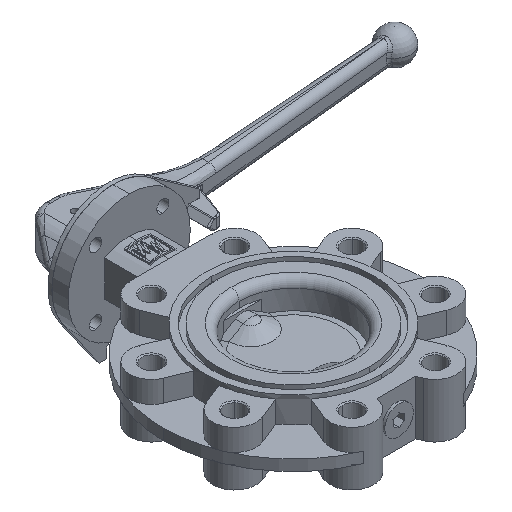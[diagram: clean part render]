
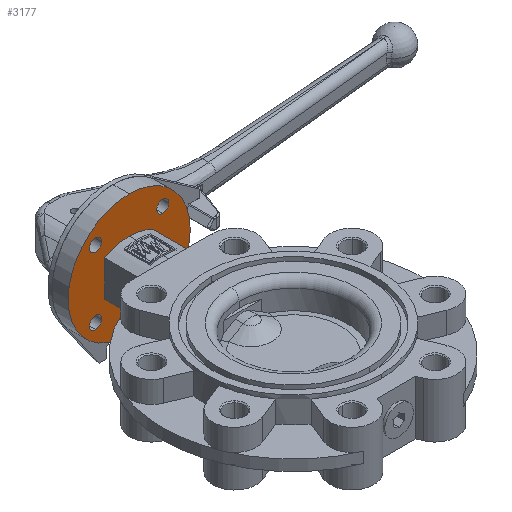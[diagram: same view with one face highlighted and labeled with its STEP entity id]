
A CAD part, isometric view. The second image highlights one B-rep face of the part: STEP entity #3177.
In plain terms, the highlighted planar face has unit normal (0, -1, 0).
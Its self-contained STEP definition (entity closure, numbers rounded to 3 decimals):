
#1 = CIRCLE ( 'NONE', #22882, 4.5 ) ;
#163 = LINE ( 'NONE', #4238, #11560 ) ;
#578 = CARTESIAN_POINT ( 'NONE',  ( 0., 121., 0. ) ) ;
#586 = VERTEX_POINT ( 'NONE', #20334 ) ;
#753 = DIRECTION ( 'NONE',  ( 0., -1., 0. ) ) ;
#769 = CIRCLE ( 'NONE', #2356, 45. ) ;
#828 = CARTESIAN_POINT ( 'NONE',  ( -18., 121., 0. ) ) ;
#1110 = DIRECTION ( 'NONE',  ( 0., -1., 0. ) ) ;
#2076 = LINE ( 'NONE', #828, #4702 ) ;
#2222 = DIRECTION ( 'NONE',  ( 0., 1., 0. ) ) ;
#2356 = AXIS2_PLACEMENT_3D ( 'NONE', #2604, #4968, #2962 ) ;
#2604 = CARTESIAN_POINT ( 'NONE',  ( 0., 121., 0. ) ) ;
#2962 = DIRECTION ( 'NONE',  ( 0., 0., 1. ) ) ;
#3177 = ADVANCED_FACE ( 'NONE', ( #5218, #9803, #4573, #9140, #26814, #15990 ), #14386, .F. ) ;
#3195 = EDGE_CURVE ( 'NONE', #586, #15045, #1, .T. ) ;
#3710 = ORIENTED_EDGE ( 'NONE', *, *, #19071, .F. ) ;
#3741 = EDGE_CURVE ( 'NONE', #26098, #8449, #20158, .T. ) ;
#4092 = CIRCLE ( 'NONE', #19264, 45. ) ;
#4238 = CARTESIAN_POINT ( 'NONE',  ( 18., 121., 0. ) ) ;
#4264 = CARTESIAN_POINT ( 'NONE',  ( -24.749, 121., 24.749 ) ) ;
#4573 = FACE_BOUND ( 'NONE', #16713, .T. ) ;
#4702 = VECTOR ( 'NONE', #15321, 1000. ) ;
#4771 = DIRECTION ( 'NONE',  ( 0., -1., 0. ) ) ;
#4968 = DIRECTION ( 'NONE',  ( 0., 1., 0. ) ) ;
#4990 = CARTESIAN_POINT ( 'NONE',  ( 0., 121., -45. ) ) ;
#5218 = FACE_BOUND ( 'NONE', #5285, .T. ) ;
#5282 = DIRECTION ( 'NONE',  ( 0., -1., 0. ) ) ;
#5285 = EDGE_LOOP ( 'NONE', ( #8792, #24625 ) ) ;
#5859 = EDGE_CURVE ( 'NONE', #13306, #18233, #163, .T. ) ;
#6065 = EDGE_CURVE ( 'NONE', #23508, #15036, #24649, .T. ) ;
#6428 = EDGE_CURVE ( 'NONE', #12146, #13363, #769, .T. ) ;
#6685 = CARTESIAN_POINT ( 'NONE',  ( 24.749, 121., -24.749 ) ) ;
#6928 = CARTESIAN_POINT ( 'NONE',  ( 0., 121., 18. ) ) ;
#7090 = ORIENTED_EDGE ( 'NONE', *, *, #18320, .F. ) ;
#7261 = ORIENTED_EDGE ( 'NONE', *, *, #5859, .F. ) ;
#7663 = CARTESIAN_POINT ( 'NONE',  ( -18., 121., 13.177 ) ) ;
#7872 = CARTESIAN_POINT ( 'NONE',  ( 20.249, 121., -24.749 ) ) ;
#7884 = ORIENTED_EDGE ( 'NONE', *, *, #19104, .F. ) ;
#7947 = CARTESIAN_POINT ( 'NONE',  ( -24.749, 121., -24.749 ) ) ;
#8427 = CARTESIAN_POINT ( 'NONE',  ( 18., 121., 13.177 ) ) ;
#8449 = VERTEX_POINT ( 'NONE', #10765 ) ;
#8599 = AXIS2_PLACEMENT_3D ( 'NONE', #18765, #14594, #21041 ) ;
#8690 = CARTESIAN_POINT ( 'NONE',  ( 0., 121., -18. ) ) ;
#8708 = EDGE_CURVE ( 'NONE', #8896, #13306, #11813, .T. ) ;
#8766 = CARTESIAN_POINT ( 'NONE',  ( 24.749, 121., 20.249 ) ) ;
#8792 = ORIENTED_EDGE ( 'NONE', *, *, #3741, .F. ) ;
#8896 = VERTEX_POINT ( 'NONE', #19449 ) ;
#8915 = CARTESIAN_POINT ( 'NONE',  ( 24.749, 121., -24.749 ) ) ;
#9093 = VERTEX_POINT ( 'NONE', #16991 ) ;
#9140 = FACE_BOUND ( 'NONE', #11986, .T. ) ;
#9227 = CARTESIAN_POINT ( 'NONE',  ( 0., 121., -18. ) ) ;
#9294 = EDGE_CURVE ( 'NONE', #18233, #23744, #16972, .T. ) ;
#9355 = AXIS2_PLACEMENT_3D ( 'NONE', #7947, #9961, #9874 ) ;
#9527 = CIRCLE ( 'NONE', #18169, 4.5 ) ;
#9803 = FACE_BOUND ( 'NONE', #20571, .T. ) ;
#9874 = DIRECTION ( 'NONE',  ( 0., 0., 1. ) ) ;
#9961 = DIRECTION ( 'NONE',  ( 0., -1., 0. ) ) ;
#10035 = DIRECTION ( 'NONE',  ( 0., 0., 1. ) ) ;
#10213 = DIRECTION ( 'NONE',  ( 0., -1., 0. ) ) ;
#10417 = VERTEX_POINT ( 'NONE', #16441 ) ;
#10765 = CARTESIAN_POINT ( 'NONE',  ( 29.249, 121., -24.749 ) ) ;
#10895 = CIRCLE ( 'NONE', #16211, 4.5 ) ;
#11085 = CARTESIAN_POINT ( 'NONE',  ( 18., 121., -13.177 ) ) ;
#11311 = DIRECTION ( 'NONE',  ( 0., 0., -1. ) ) ;
#11560 = VECTOR ( 'NONE', #17393, 1000. ) ;
#11813 = CIRCLE ( 'NONE', #16665, 36. ) ;
#11986 = EDGE_LOOP ( 'NONE', ( #15384, #12935 ) ) ;
#12146 = VERTEX_POINT ( 'NONE', #24380 ) ;
#12296 = DIRECTION ( 'NONE',  ( 0., 0., -1. ) ) ;
#12370 = EDGE_CURVE ( 'NONE', #9093, #10417, #10895, .T. ) ;
#12372 = ORIENTED_EDGE ( 'NONE', *, *, #8708, .F. ) ;
#12392 = DIRECTION ( 'NONE',  ( 0., 0., -1. ) ) ;
#12471 = ORIENTED_EDGE ( 'NONE', *, *, #6428, .F. ) ;
#12526 = CARTESIAN_POINT ( 'NONE',  ( 24.749, 121., 24.749 ) ) ;
#12935 = ORIENTED_EDGE ( 'NONE', *, *, #17563, .F. ) ;
#13176 = EDGE_CURVE ( 'NONE', #8449, #26098, #15253, .T. ) ;
#13306 = VERTEX_POINT ( 'NONE', #11085 ) ;
#13363 = VERTEX_POINT ( 'NONE', #4990 ) ;
#13749 = DIRECTION ( 'NONE',  ( 0., 0., 1. ) ) ;
#13983 = AXIS2_PLACEMENT_3D ( 'NONE', #8915, #17044, #15199 ) ;
#14215 = CARTESIAN_POINT ( 'NONE',  ( 24.749, 121., 24.749 ) ) ;
#14300 = DIRECTION ( 'NONE',  ( 0., -1., 0. ) ) ;
#14386 = PLANE ( 'NONE',  #24650 ) ;
#14513 = DIRECTION ( 'NONE',  ( 0., -1., 0. ) ) ;
#14594 = DIRECTION ( 'NONE',  ( 0., -1., 0. ) ) ;
#15036 = VERTEX_POINT ( 'NONE', #16886 ) ;
#15045 = VERTEX_POINT ( 'NONE', #8766 ) ;
#15180 = EDGE_CURVE ( 'NONE', #8896, #26844, #2076, .T. ) ;
#15199 = DIRECTION ( 'NONE',  ( -1., 0., 0. ) ) ;
#15253 = CIRCLE ( 'NONE', #13983, 4.5 ) ;
#15321 = DIRECTION ( 'NONE',  ( 0., 0., 1. ) ) ;
#15332 = DIRECTION ( 'NONE',  ( -1., 0., 0. ) ) ;
#15384 = ORIENTED_EDGE ( 'NONE', *, *, #6065, .F. ) ;
#15703 = CARTESIAN_POINT ( 'NONE',  ( -24.749, 121., -20.249 ) ) ;
#15990 = FACE_BOUND ( 'NONE', #16960, .T. ) ;
#16211 = AXIS2_PLACEMENT_3D ( 'NONE', #4264, #18898, #20892 ) ;
#16369 = EDGE_LOOP ( 'NONE', ( #12471, #7090 ) ) ;
#16422 = CARTESIAN_POINT ( 'NONE',  ( 0., 121., 0. ) ) ;
#16441 = CARTESIAN_POINT ( 'NONE',  ( -20.249, 121., 24.749 ) ) ;
#16580 = CIRCLE ( 'NONE', #23987, 4.5 ) ;
#16649 = DIRECTION ( 'NONE',  ( 0., 0., -1. ) ) ;
#16665 = AXIS2_PLACEMENT_3D ( 'NONE', #26876, #10213, #12296 ) ;
#16713 = EDGE_LOOP ( 'NONE', ( #3710, #22954 ) ) ;
#16886 = CARTESIAN_POINT ( 'NONE',  ( -24.749, 121., -29.249 ) ) ;
#16960 = EDGE_LOOP ( 'NONE', ( #12372, #25950, #7884, #21225, #7261 ) ) ;
#16972 = CIRCLE ( 'NONE', #21404, 36. ) ;
#16991 = CARTESIAN_POINT ( 'NONE',  ( -29.249, 121., 24.749 ) ) ;
#17044 = DIRECTION ( 'NONE',  ( 0., -1., 0. ) ) ;
#17099 = DIRECTION ( 'NONE',  ( 0., 0., 1. ) ) ;
#17281 = DIRECTION ( 'NONE',  ( 0., 0., -1. ) ) ;
#17393 = DIRECTION ( 'NONE',  ( 0., 0., 1. ) ) ;
#17563 = EDGE_CURVE ( 'NONE', #15036, #23508, #16580, .T. ) ;
#17729 = CARTESIAN_POINT ( 'NONE',  ( -24.749, 121., -24.749 ) ) ;
#18169 = AXIS2_PLACEMENT_3D ( 'NONE', #12526, #14513, #16649 ) ;
#18233 = VERTEX_POINT ( 'NONE', #8427 ) ;
#18320 = EDGE_CURVE ( 'NONE', #13363, #12146, #4092, .T. ) ;
#18765 = CARTESIAN_POINT ( 'NONE',  ( -24.749, 121., 24.749 ) ) ;
#18898 = DIRECTION ( 'NONE',  ( 0., -1., 0. ) ) ;
#19071 = EDGE_CURVE ( 'NONE', #10417, #9093, #24008, .T. ) ;
#19104 = EDGE_CURVE ( 'NONE', #23744, #26844, #22993, .T. ) ;
#19264 = AXIS2_PLACEMENT_3D ( 'NONE', #578, #2222, #17099 ) ;
#19449 = CARTESIAN_POINT ( 'NONE',  ( -18., 121., -13.177 ) ) ;
#20158 = CIRCLE ( 'NONE', #23112, 4.5 ) ;
#20334 = CARTESIAN_POINT ( 'NONE',  ( 24.749, 121., 29.249 ) ) ;
#20544 = DIRECTION ( 'NONE',  ( 0., 1., 0. ) ) ;
#20571 = EDGE_LOOP ( 'NONE', ( #25215, #22279 ) ) ;
#20892 = DIRECTION ( 'NONE',  ( 1., 0., 0. ) ) ;
#21041 = DIRECTION ( 'NONE',  ( 1., 0., 0. ) ) ;
#21225 = ORIENTED_EDGE ( 'NONE', *, *, #9294, .F. ) ;
#21404 = AXIS2_PLACEMENT_3D ( 'NONE', #9227, #1110, #11311 ) ;
#22279 = ORIENTED_EDGE ( 'NONE', *, *, #3195, .F. ) ;
#22882 = AXIS2_PLACEMENT_3D ( 'NONE', #14215, #14300, #12392 ) ;
#22954 = ORIENTED_EDGE ( 'NONE', *, *, #12370, .F. ) ;
#22967 = AXIS2_PLACEMENT_3D ( 'NONE', #8690, #4771, #17281 ) ;
#22993 = CIRCLE ( 'NONE', #22967, 36. ) ;
#23112 = AXIS2_PLACEMENT_3D ( 'NONE', #6685, #753, #15332 ) ;
#23203 = EDGE_CURVE ( 'NONE', #15045, #586, #9527, .T. ) ;
#23508 = VERTEX_POINT ( 'NONE', #15703 ) ;
#23744 = VERTEX_POINT ( 'NONE', #6928 ) ;
#23987 = AXIS2_PLACEMENT_3D ( 'NONE', #17729, #5282, #13749 ) ;
#24008 = CIRCLE ( 'NONE', #8599, 4.5 ) ;
#24380 = CARTESIAN_POINT ( 'NONE',  ( 0., 121., 45. ) ) ;
#24625 = ORIENTED_EDGE ( 'NONE', *, *, #13176, .F. ) ;
#24649 = CIRCLE ( 'NONE', #9355, 4.5 ) ;
#24650 = AXIS2_PLACEMENT_3D ( 'NONE', #16422, #20544, #10035 ) ;
#25215 = ORIENTED_EDGE ( 'NONE', *, *, #23203, .F. ) ;
#25950 = ORIENTED_EDGE ( 'NONE', *, *, #15180, .T. ) ;
#26098 = VERTEX_POINT ( 'NONE', #7872 ) ;
#26814 = FACE_OUTER_BOUND ( 'NONE', #16369, .T. ) ;
#26844 = VERTEX_POINT ( 'NONE', #7663 ) ;
#26876 = CARTESIAN_POINT ( 'NONE',  ( 0., 121., 18. ) ) ;
